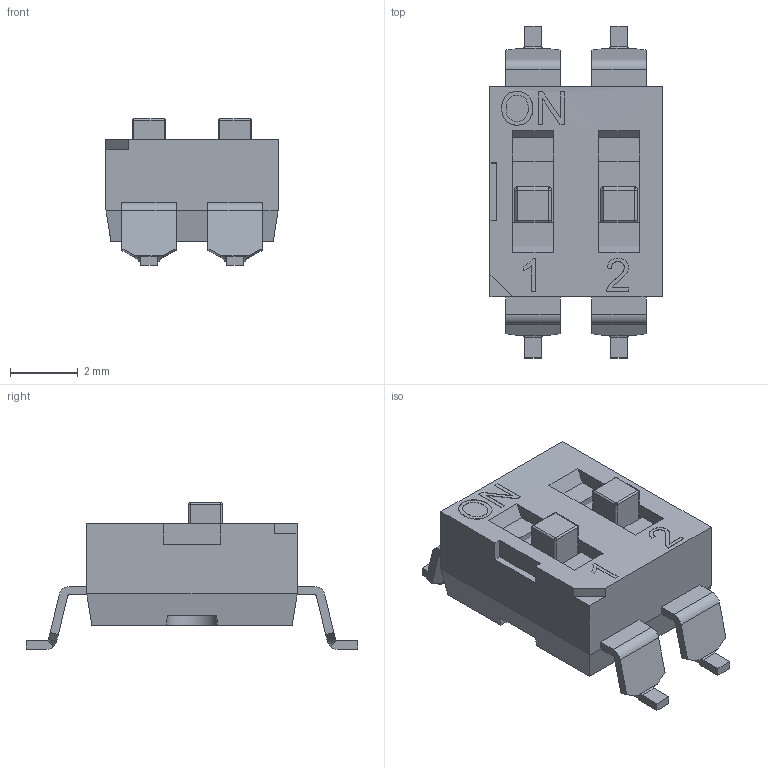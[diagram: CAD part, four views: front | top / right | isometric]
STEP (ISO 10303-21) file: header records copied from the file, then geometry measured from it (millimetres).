
FILE_DESCRIPTION(/* description */ ('','CAx-IF Rec.Pracs.---Representation and Presentation of Product Manufacturing Information (PMI)---4.0---2014-10-13'),/* implementation_level */ '2;1');
FILE_NAME(/* name */ '2.54_SMD DIP SWITCH 2P.step',/* time_stamp */ '2025-03-27T23:09:41+03:00',/* author */ (''),/* organization */ (''),/* preprocessor_version */ 'ST-DEVELOPER v20',/* originating_system */ 'Autodesk Translation Framework v13.20.0.188',/* authorisation */ '');
FILE_SCHEMA (('AP242_MANAGED_MODEL_BASED_3D_ENGINEERING_MIM_LF { 1 0 10303 442 1 1 4 }'));
Length unit declared in the file: millimetre
Products named in the file (1): SMD DIP SWITCH 2P
Bounding box: 5.08 x 9.8 x 4.32 mm (x, y, z)
Volume: 98.5 mm3; surface area: 243 mm2
Topology: 7 solids, 7 shells, 380 faces, 1019 edges, 640 vertices
Faces by surface type: plane 239, cylinder 109, bspline 16, sphere 8, torus 8
Full cylindrical faces by diameter (mm): 0.57 x2, 0.6 x6
Entity records: 13527 total; most frequent: CARTESIAN_POINT 3886, ORIENTED_EDGE 2038, DIRECTION 1939, EDGE_CURVE 1019, LINE 749, VECTOR 749, VERTEX_POINT 640, AXIS2_PLACEMENT_3D 595
